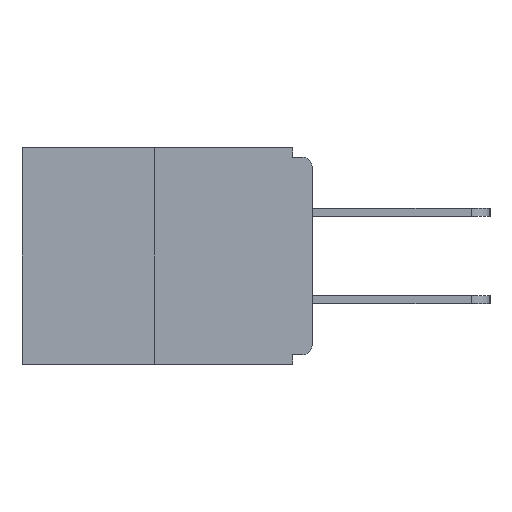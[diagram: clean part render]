
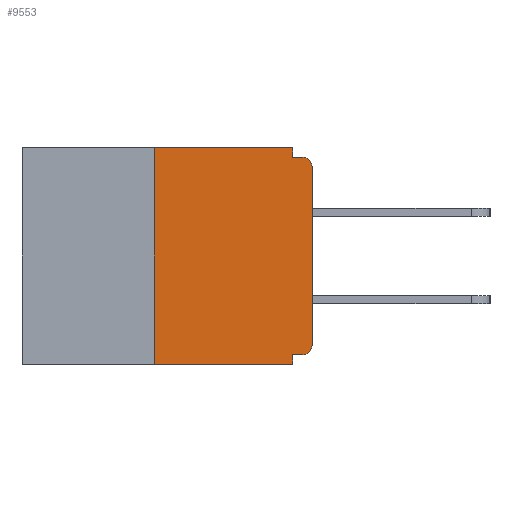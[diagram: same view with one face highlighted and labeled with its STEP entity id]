
A CAD part, left-side view. The second image highlights one B-rep face of the part: STEP entity #9553.
In plain terms, the highlighted planar face has unit normal (-1, 0, 0).
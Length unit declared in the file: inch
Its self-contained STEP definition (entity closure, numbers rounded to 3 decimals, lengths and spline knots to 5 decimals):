
#780 = DIRECTION ( 'NONE',  ( 0., 0., -1. ) ) ;
#1257 = VECTOR ( 'NONE', #11703, 39.37008 ) ;
#1424 = ORIENTED_EDGE ( 'NONE', *, *, #7457, .F. ) ;
#1494 = LINE ( 'NONE', #17229, #1257 ) ;
#1669 = ORIENTED_EDGE ( 'NONE', *, *, #7542, .T. ) ;
#1771 = EDGE_CURVE ( 'NONE', #14898, #11916, #17488, .T. ) ;
#1818 = CARTESIAN_POINT ( 'NONE',  ( 0., 0.015, -0.313 ) ) ;
#1839 = VECTOR ( 'NONE', #1989, 39.37008 ) ;
#1989 = DIRECTION ( 'NONE',  ( 0., 0., -1. ) ) ;
#2596 = AXIS2_PLACEMENT_3D ( 'NONE', #9448, #18263, #6707 ) ;
#2898 = CARTESIAN_POINT ( 'NONE',  ( 0., 0., -0.328 ) ) ;
#3002 = VECTOR ( 'NONE', #16562, 39.37008 ) ;
#3082 = EDGE_CURVE ( 'NONE', #13738, #17346, #1494, .T. ) ;
#3350 = CARTESIAN_POINT ( 'NONE',  ( 0., 0.031, -0.015 ) ) ;
#3698 = LINE ( 'NONE', #10720, #15347 ) ;
#3835 = CARTESIAN_POINT ( 'NONE',  ( 0., 0.46, -0.343 ) ) ;
#4090 = EDGE_CURVE ( 'NONE', #17346, #4388, #17604, .T. ) ;
#4298 = ORIENTED_EDGE ( 'NONE', *, *, #4090, .F. ) ;
#4388 = VERTEX_POINT ( 'NONE', #10950 ) ;
#4839 = DIRECTION ( 'NONE',  ( -1., 0., 0. ) ) ;
#5004 = PLANE ( 'NONE',  #14781 ) ;
#5024 = CARTESIAN_POINT ( 'NONE',  ( 0., 0., -0.313 ) ) ;
#5532 = CARTESIAN_POINT ( 'NONE',  ( 0., 0.031, -0.343 ) ) ;
#6165 = CARTESIAN_POINT ( 'NONE',  ( 0., 0.031, -0.328 ) ) ;
#6197 = ORIENTED_EDGE ( 'NONE', *, *, #3082, .F. ) ;
#6600 = LINE ( 'NONE', #16664, #9939 ) ;
#6707 = DIRECTION ( 'NONE',  ( 0., 0., -1. ) ) ;
#6862 = EDGE_CURVE ( 'NONE', #10829, #17983, #14428, .T. ) ;
#7457 = EDGE_CURVE ( 'NONE', #4388, #7979, #15530, .T. ) ;
#7542 = EDGE_CURVE ( 'NONE', #11916, #12943, #6600, .T. ) ;
#7712 = DIRECTION ( 'NONE',  ( 0., -1., 0. ) ) ;
#7834 = DIRECTION ( 'NONE',  ( 0., -1., 0. ) ) ;
#7979 = VERTEX_POINT ( 'NONE', #3350 ) ;
#8043 = VECTOR ( 'NONE', #11212, 39.37008 ) ;
#8568 = FACE_OUTER_BOUND ( 'NONE', #16748, .T. ) ;
#8719 = ORIENTED_EDGE ( 'NONE', *, *, #1771, .T. ) ;
#9233 = ORIENTED_EDGE ( 'NONE', *, *, #10595, .F. ) ;
#9365 = DIRECTION ( 'NONE',  ( 0., 0., 1. ) ) ;
#9407 = LINE ( 'NONE', #2898, #13845 ) ;
#9448 = CARTESIAN_POINT ( 'NONE',  ( 0., 0.015, -0.03 ) ) ;
#9553 = ADVANCED_FACE ( 'NONE', ( #8568 ), #5004, .F. ) ;
#9939 = VECTOR ( 'NONE', #9365, 39.37008 ) ;
#10577 = ORIENTED_EDGE ( 'NONE', *, *, #11362, .T. ) ;
#10595 = EDGE_CURVE ( 'NONE', #14898, #10829, #9407, .T. ) ;
#10720 = CARTESIAN_POINT ( 'NONE',  ( 0., 0., -0.015 ) ) ;
#10829 = VERTEX_POINT ( 'NONE', #6165 ) ;
#10950 = CARTESIAN_POINT ( 'NONE',  ( 0., 0.031, 0. ) ) ;
#10978 = ORIENTED_EDGE ( 'NONE', *, *, #17382, .F. ) ;
#11013 = CARTESIAN_POINT ( 'NONE',  ( 0., 0.015, -0.015 ) ) ;
#11201 = CARTESIAN_POINT ( 'NONE',  ( 0., 0.25, -0.343 ) ) ;
#11212 = DIRECTION ( 'NONE',  ( 0., -1., 0. ) ) ;
#11362 = EDGE_CURVE ( 'NONE', #12943, #17871, #15391, .T. ) ;
#11703 = DIRECTION ( 'NONE',  ( 0., 0., 1. ) ) ;
#11896 = DIRECTION ( 'NONE',  ( 0., 0., -1. ) ) ;
#11916 = VERTEX_POINT ( 'NONE', #5024 ) ;
#11945 = CARTESIAN_POINT ( 'NONE',  ( 0., 0., -0.03 ) ) ;
#12244 = LINE ( 'NONE', #3835, #8043 ) ;
#12943 = VERTEX_POINT ( 'NONE', #11945 ) ;
#13262 = ORIENTED_EDGE ( 'NONE', *, *, #16671, .T. ) ;
#13525 = CARTESIAN_POINT ( 'NONE',  ( 0., 0.031, 0. ) ) ;
#13738 = VERTEX_POINT ( 'NONE', #11201 ) ;
#13845 = VECTOR ( 'NONE', #18575, 39.37008 ) ;
#14428 = LINE ( 'NONE', #18067, #3002 ) ;
#14750 = AXIS2_PLACEMENT_3D ( 'NONE', #1818, #4839, #11896 ) ;
#14781 = AXIS2_PLACEMENT_3D ( 'NONE', #17910, #16524, #780 ) ;
#14898 = VERTEX_POINT ( 'NONE', #18039 ) ;
#15347 = VECTOR ( 'NONE', #7834, 39.37008 ) ;
#15391 = CIRCLE ( 'NONE', #2596, 0.015 ) ;
#15530 = LINE ( 'NONE', #13525, #1839 ) ;
#16054 = ORIENTED_EDGE ( 'NONE', *, *, #6862, .F. ) ;
#16239 = CARTESIAN_POINT ( 'NONE',  ( 0., 0.46, 0. ) ) ;
#16374 = CARTESIAN_POINT ( 'NONE',  ( 0., 0.25, 0. ) ) ;
#16524 = DIRECTION ( 'NONE',  ( 1., 0., 0. ) ) ;
#16562 = DIRECTION ( 'NONE',  ( 0., 0., -1. ) ) ;
#16664 = CARTESIAN_POINT ( 'NONE',  ( 0., 0., 0. ) ) ;
#16671 = EDGE_CURVE ( 'NONE', #13738, #17983, #12244, .T. ) ;
#16748 = EDGE_LOOP ( 'NONE', ( #4298, #6197, #13262, #16054, #9233, #8719, #1669, #10577, #10978, #1424 ) ) ;
#17229 = CARTESIAN_POINT ( 'NONE',  ( 0., 0.25, 0. ) ) ;
#17346 = VERTEX_POINT ( 'NONE', #16374 ) ;
#17382 = EDGE_CURVE ( 'NONE', #7979, #17871, #3698, .T. ) ;
#17488 = CIRCLE ( 'NONE', #14750, 0.015 ) ;
#17604 = LINE ( 'NONE', #16239, #17849 ) ;
#17849 = VECTOR ( 'NONE', #7712, 39.37008 ) ;
#17871 = VERTEX_POINT ( 'NONE', #11013 ) ;
#17910 = CARTESIAN_POINT ( 'NONE',  ( 0., 0.46, 0. ) ) ;
#17983 = VERTEX_POINT ( 'NONE', #5532 ) ;
#18039 = CARTESIAN_POINT ( 'NONE',  ( 0., 0.015, -0.328 ) ) ;
#18067 = CARTESIAN_POINT ( 'NONE',  ( 0., 0.031, -0.343 ) ) ;
#18263 = DIRECTION ( 'NONE',  ( -1., 0., 0. ) ) ;
#18575 = DIRECTION ( 'NONE',  ( 0., 1., 0. ) ) ;
